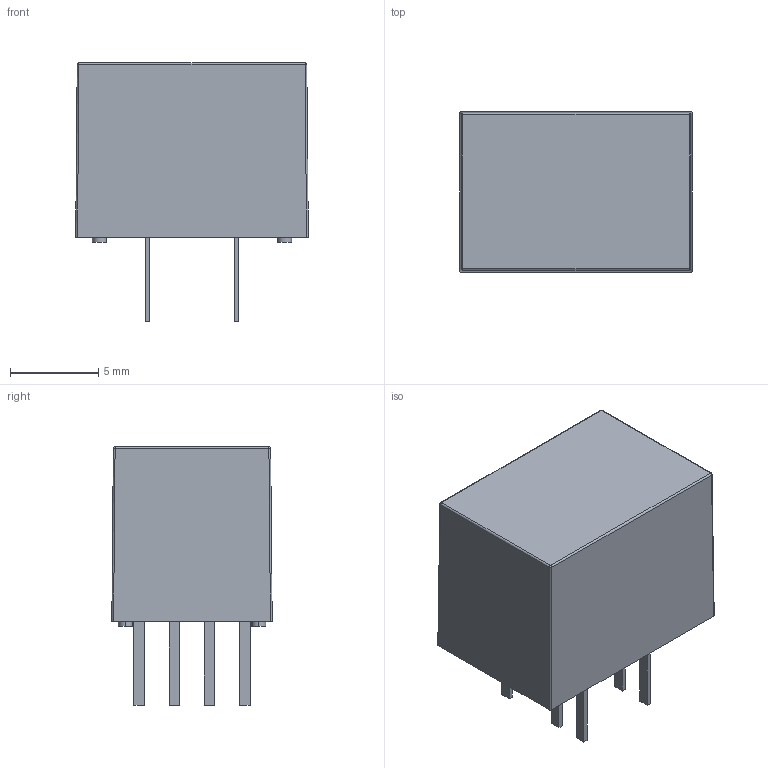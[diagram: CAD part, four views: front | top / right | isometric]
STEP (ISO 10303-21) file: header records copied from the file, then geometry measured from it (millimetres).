
FILE_DESCRIPTION (( 'STEP AP214' ), '1' );
FILE_NAME ('TDN 5WI.STEP', '2018-10-16T09:33:51', ( 'user' ), ( '' ), 'SwSTEP 2.0', 'SolidWorks 2016', '' );
FILE_SCHEMA (( 'AUTOMOTIVE_DESIGN' ));
Length unit declared in the file: millimetre
Products named in the file (1): TDN 5WI
Bounding box: 13.2 x 9.1 x 14.68 mm (x, y, z)
Volume: 400.2 mm3; surface area: 1412.3 mm2
Topology: 10 solids, 10 shells, 312 faces, 838 edges, 550 vertices
Faces by surface type: plane 224, cylinder 81, sphere 4, bspline 3
Entity records: 13228 total; most frequent: CARTESIAN_POINT 1793, ORIENTED_EDGE 1668, DIRECTION 1587, EDGE_CURVE 834, VECTOR 671, LINE 671, VERTEX_POINT 550, AXIS2_PLACEMENT_3D 458
